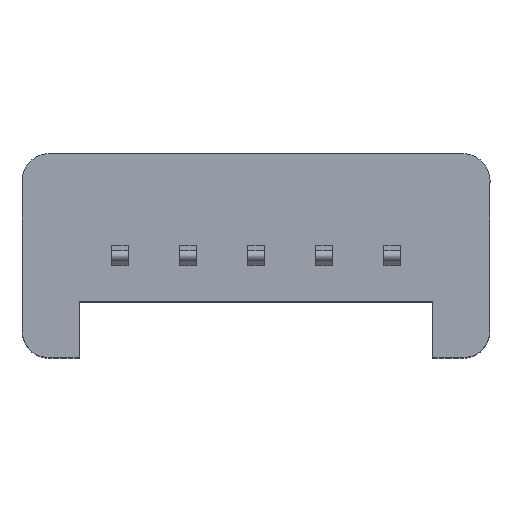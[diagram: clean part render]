
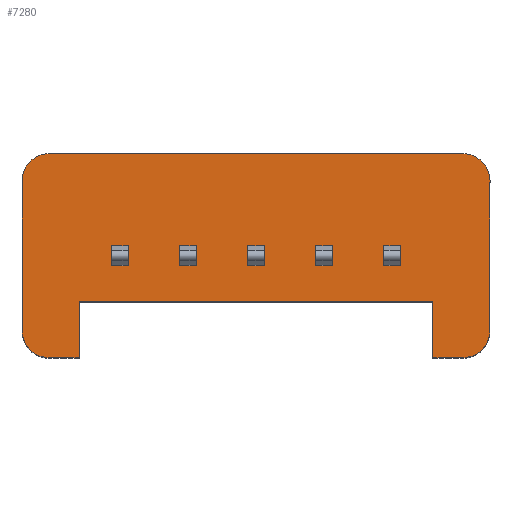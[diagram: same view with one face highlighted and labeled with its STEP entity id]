
A CAD part, top view. The second image highlights one B-rep face of the part: STEP entity #7280.
In plain terms, the highlighted planar face has unit normal (0, 0, 1).
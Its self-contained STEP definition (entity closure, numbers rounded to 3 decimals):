
#120=CARTESIAN_POINT('',(5.278,25.885,14.2));
#130=VERTEX_POINT('',#120);
#160=CARTESIAN_POINT('',(5.278,26.885,14.2));
#170=DIRECTION('',(0.,0.,1.));
#180=DIRECTION('',(1.,0.,0.));
#190=AXIS2_PLACEMENT_3D('',#160,#170,#180);
#200=CIRCLE('',#190,1.);
#210=CARTESIAN_POINT('',(6.278,26.885,14.2));
#220=VERTEX_POINT('',#210);
#230=EDGE_CURVE('',#130,#220,#200,.T.);
#490=CARTESIAN_POINT('',(6.278,0.,14.2));
#500=DIRECTION('',(0.,-1.,0.));
#510=VECTOR('',#500,1.);
#520=LINE('',#490,#510);
#530=CARTESIAN_POINT('',(6.278,32.385,14.2));
#540=VERTEX_POINT('',#530);
#550=EDGE_CURVE('',#540,#220,#520,.T.);
#800=CARTESIAN_POINT('',(5.278,32.385,14.2));
#810=DIRECTION('',(0.,0.,1.));
#820=DIRECTION('',(1.,0.,0.));
#830=AXIS2_PLACEMENT_3D('',#800,#810,#820);
#840=CIRCLE('',#830,1.);
#850=CARTESIAN_POINT('',(5.278,33.385,14.2));
#860=VERTEX_POINT('',#850);
#870=EDGE_CURVE('',#540,#860,#840,.T.);
#3410=CARTESIAN_POINT('',(4.178,0.,14.2));
#3420=DIRECTION('',(0.,1.,0.));
#3430=VECTOR('',#3420,1.);
#3440=LINE('',#3410,#3430);
#3450=CARTESIAN_POINT('',(4.178,25.885,14.2));
#3460=VERTEX_POINT('',#3450);
#3470=CARTESIAN_POINT('',(4.178,27.935,14.2));
#3480=VERTEX_POINT('',#3470);
#3490=EDGE_CURVE('',#3460,#3480,#3440,.T.);
#4500=CARTESIAN_POINT('',(0.,33.385,14.2));
#4510=DIRECTION('',(1.,0.,0.));
#4520=VECTOR('',#4510,1.);
#4530=LINE('',#4500,#4520);
#4540=CARTESIAN_POINT('',(-9.922,33.385,14.2));
#4550=VERTEX_POINT('',#4540);
#4560=EDGE_CURVE('',#4550,#860,#4530,.T.);
#5030=CARTESIAN_POINT('',(-10.922,26.885,14.2));
#5040=VERTEX_POINT('',#5030);
#5070=CARTESIAN_POINT('',(-9.922,26.885,14.2));
#5080=DIRECTION('',(0.,0.,1.));
#5090=DIRECTION('',(1.,0.,0.));
#5100=AXIS2_PLACEMENT_3D('',#5070,#5080,#5090);
#5110=CIRCLE('',#5100,1.);
#5120=CARTESIAN_POINT('',(-9.922,25.885,14.2));
#5130=VERTEX_POINT('',#5120);
#5140=EDGE_CURVE('',#5040,#5130,#5110,.T.);
#5340=CARTESIAN_POINT('',(-5.122,28.162,14.2));
#5350=DIRECTION('',(0.,0.,-1.));
#5360=DIRECTION('',(0.,1.,0.));
#5370=AXIS2_PLACEMENT_3D('',#5340,#5350,#5360);
#5380=PLANE('',#5370);
#5390=ORIENTED_EDGE('',*,*,#230,.T.);
#5400=CARTESIAN_POINT('',(0.,25.885,14.2));
#5410=DIRECTION('',(-1.,0.,0.));
#5420=VECTOR('',#5410,1.);
#5430=LINE('',#5400,#5420);
#5440=EDGE_CURVE('',#130,#3460,#5430,.T.);
#5450=ORIENTED_EDGE('',*,*,#5440,.F.);
#5460=ORIENTED_EDGE('',*,*,#3490,.F.);
#5470=CARTESIAN_POINT('',(-5.122,27.935,14.2));
#5480=DIRECTION('',(1.,0.,0.));
#5490=VECTOR('',#5480,1.);
#5500=LINE('',#5470,#5490);
#5510=CARTESIAN_POINT('',(-8.822,27.935,14.2));
#5520=VERTEX_POINT('',#5510);
#5530=EDGE_CURVE('',#5520,#3480,#5500,.T.);
#5540=ORIENTED_EDGE('',*,*,#5530,.T.);
#5550=CARTESIAN_POINT('',(-8.822,0.,14.2));
#5560=DIRECTION('',(0.,-1.,0.));
#5570=VECTOR('',#5560,1.);
#5580=LINE('',#5550,#5570);
#5590=CARTESIAN_POINT('',(-8.822,25.885,14.2));
#5600=VERTEX_POINT('',#5590);
#5610=EDGE_CURVE('',#5520,#5600,#5580,.T.);
#5620=ORIENTED_EDGE('',*,*,#5610,.F.);
#5630=CARTESIAN_POINT('',(0.,25.885,14.2));
#5640=DIRECTION('',(-1.,0.,0.));
#5650=VECTOR('',#5640,1.);
#5660=LINE('',#5630,#5650);
#5670=EDGE_CURVE('',#5600,#5130,#5660,.T.);
#5680=ORIENTED_EDGE('',*,*,#5670,.F.);
#5690=ORIENTED_EDGE('',*,*,#5140,.T.);
#5700=CARTESIAN_POINT('',(-10.922,0.,14.2));
#5710=DIRECTION('',(0.,1.,0.));
#5720=VECTOR('',#5710,1.);
#5730=LINE('',#5700,#5720);
#5740=CARTESIAN_POINT('',(-10.922,32.385,14.2));
#5750=VERTEX_POINT('',#5740);
#5760=EDGE_CURVE('',#5040,#5750,#5730,.T.);
#5770=ORIENTED_EDGE('',*,*,#5760,.F.);
#5780=CARTESIAN_POINT('',(-9.922,32.385,14.2));
#5790=DIRECTION('',(0.,0.,1.));
#5800=DIRECTION('',(1.,0.,0.));
#5810=AXIS2_PLACEMENT_3D('',#5780,#5790,#5800);
#5820=CIRCLE('',#5810,1.);
#5830=EDGE_CURVE('',#4550,#5750,#5820,.T.);
#5840=ORIENTED_EDGE('',*,*,#5830,.T.);
#5850=ORIENTED_EDGE('',*,*,#4560,.F.);
#5860=ORIENTED_EDGE('',*,*,#870,.T.);
#5870=ORIENTED_EDGE('',*,*,#550,.F.);
#5880=EDGE_LOOP('',(#5870,#5860,#5850,#5840,#5770,#5690,#5680,#5620,
#5540,#5460,#5450,#5390));
#5890=FACE_OUTER_BOUND('',#5880,.T.);
#5900=CARTESIAN_POINT('',(0.,30.,14.2));
#5910=DIRECTION('',(1.,0.,0.));
#5920=VECTOR('',#5910,1.);
#5930=LINE('',#5900,#5920);
#5940=CARTESIAN_POINT('',(-0.122,30.,14.2));
#5950=VERTEX_POINT('',#5940);
#5960=CARTESIAN_POINT('',(0.478,30.,14.2));
#5970=VERTEX_POINT('',#5960);
#5980=EDGE_CURVE('',#5950,#5970,#5930,.T.);
#5990=ORIENTED_EDGE('',*,*,#5980,.T.);
#6000=CARTESIAN_POINT('',(-0.122,0.,14.2));
#6010=DIRECTION('',(0.,1.,0.));
#6020=VECTOR('',#6010,1.);
#6030=LINE('',#6000,#6020);
#6040=CARTESIAN_POINT('',(-0.122,29.27,14.2));
#6050=VERTEX_POINT('',#6040);
#6060=EDGE_CURVE('',#6050,#5950,#6030,.T.);
#6070=ORIENTED_EDGE('',*,*,#6060,.T.);
#6080=CARTESIAN_POINT('',(0.,29.27,14.2));
#6090=DIRECTION('',(-1.,0.,0.));
#6100=VECTOR('',#6090,1.);
#6110=LINE('',#6080,#6100);
#6120=CARTESIAN_POINT('',(0.478,29.27,14.2));
#6130=VERTEX_POINT('',#6120);
#6140=EDGE_CURVE('',#6130,#6050,#6110,.T.);
#6150=ORIENTED_EDGE('',*,*,#6140,.T.);
#6160=CARTESIAN_POINT('',(0.478,0.,14.2));
#6170=DIRECTION('',(0.,1.,0.));
#6180=VECTOR('',#6170,1.);
#6190=LINE('',#6160,#6180);
#6200=EDGE_CURVE('',#6130,#5970,#6190,.T.);
#6210=ORIENTED_EDGE('',*,*,#6200,.F.);
#6220=EDGE_LOOP('',(#6210,#6150,#6070,#5990));
#6230=FACE_BOUND('',#6220,.T.);
#6240=CARTESIAN_POINT('',(2.978,0.,14.2));
#6250=DIRECTION('',(0.,1.,0.));
#6260=VECTOR('',#6250,1.);
#6270=LINE('',#6240,#6260);
#6280=CARTESIAN_POINT('',(2.978,29.27,14.2));
#6290=VERTEX_POINT('',#6280);
#6300=CARTESIAN_POINT('',(2.978,30.,14.2));
#6310=VERTEX_POINT('',#6300);
#6320=EDGE_CURVE('',#6290,#6310,#6270,.T.);
#6330=ORIENTED_EDGE('',*,*,#6320,.F.);
#6340=CARTESIAN_POINT('',(2.378,30.,14.2));
#6350=VERTEX_POINT('',#6340);
#6360=EDGE_CURVE('',#6350,#6310,#5930,.T.);
#6370=ORIENTED_EDGE('',*,*,#6360,.T.);
#6380=CARTESIAN_POINT('',(2.378,0.,14.2));
#6390=DIRECTION('',(0.,1.,0.));
#6400=VECTOR('',#6390,1.);
#6410=LINE('',#6380,#6400);
#6420=CARTESIAN_POINT('',(2.378,29.27,14.2));
#6430=VERTEX_POINT('',#6420);
#6440=EDGE_CURVE('',#6430,#6350,#6410,.T.);
#6450=ORIENTED_EDGE('',*,*,#6440,.T.);
#6460=EDGE_CURVE('',#6290,#6430,#6110,.T.);
#6470=ORIENTED_EDGE('',*,*,#6460,.T.);
#6480=EDGE_LOOP('',(#6470,#6450,#6370,#6330));
#6490=FACE_BOUND('',#6480,.T.);
#6500=CARTESIAN_POINT('',(-7.622,30.,14.2));
#6510=VERTEX_POINT('',#6500);
#6520=CARTESIAN_POINT('',(-7.022,30.,14.2));
#6530=VERTEX_POINT('',#6520);
#6540=EDGE_CURVE('',#6510,#6530,#5930,.T.);
#6550=ORIENTED_EDGE('',*,*,#6540,.T.);
#6560=CARTESIAN_POINT('',(-7.622,0.,14.2));
#6570=DIRECTION('',(0.,1.,0.));
#6580=VECTOR('',#6570,1.);
#6590=LINE('',#6560,#6580);
#6600=CARTESIAN_POINT('',(-7.622,29.27,14.2));
#6610=VERTEX_POINT('',#6600);
#6620=EDGE_CURVE('',#6610,#6510,#6590,.T.);
#6630=ORIENTED_EDGE('',*,*,#6620,.T.);
#6640=CARTESIAN_POINT('',(-7.022,29.27,14.2));
#6650=VERTEX_POINT('',#6640);
#6660=EDGE_CURVE('',#6650,#6610,#6110,.T.);
#6670=ORIENTED_EDGE('',*,*,#6660,.T.);
#6680=CARTESIAN_POINT('',(-7.022,0.,14.2));
#6690=DIRECTION('',(0.,1.,0.));
#6700=VECTOR('',#6690,1.);
#6710=LINE('',#6680,#6700);
#6720=EDGE_CURVE('',#6650,#6530,#6710,.T.);
#6730=ORIENTED_EDGE('',*,*,#6720,.F.);
#6740=EDGE_LOOP('',(#6730,#6670,#6630,#6550));
#6750=FACE_BOUND('',#6740,.T.);
#6760=CARTESIAN_POINT('',(-5.122,30.,14.2));
#6770=VERTEX_POINT('',#6760);
#6780=CARTESIAN_POINT('',(-4.522,30.,14.2));
#6790=VERTEX_POINT('',#6780);
#6800=EDGE_CURVE('',#6770,#6790,#5930,.T.);
#6810=ORIENTED_EDGE('',*,*,#6800,.T.);
#6820=CARTESIAN_POINT('',(-5.122,0.,14.2));
#6830=DIRECTION('',(0.,1.,0.));
#6840=VECTOR('',#6830,1.);
#6850=LINE('',#6820,#6840);
#6860=CARTESIAN_POINT('',(-5.122,29.27,14.2));
#6870=VERTEX_POINT('',#6860);
#6880=EDGE_CURVE('',#6870,#6770,#6850,.T.);
#6890=ORIENTED_EDGE('',*,*,#6880,.T.);
#6900=CARTESIAN_POINT('',(-4.522,29.27,14.2));
#6910=VERTEX_POINT('',#6900);
#6920=EDGE_CURVE('',#6910,#6870,#6110,.T.);
#6930=ORIENTED_EDGE('',*,*,#6920,.T.);
#6940=CARTESIAN_POINT('',(-4.522,0.,14.2));
#6950=DIRECTION('',(0.,1.,0.));
#6960=VECTOR('',#6950,1.);
#6970=LINE('',#6940,#6960);
#6980=EDGE_CURVE('',#6910,#6790,#6970,.T.);
#6990=ORIENTED_EDGE('',*,*,#6980,.F.);
#7000=EDGE_LOOP('',(#6990,#6930,#6890,#6810));
#7010=FACE_BOUND('',#7000,.T.);
#7020=CARTESIAN_POINT('',(-2.622,30.,14.2));
#7030=VERTEX_POINT('',#7020);
#7040=CARTESIAN_POINT('',(-2.022,30.,14.2));
#7050=VERTEX_POINT('',#7040);
#7060=EDGE_CURVE('',#7030,#7050,#5930,.T.);
#7070=ORIENTED_EDGE('',*,*,#7060,.T.);
#7080=CARTESIAN_POINT('',(-2.622,0.,14.2));
#7090=DIRECTION('',(0.,1.,0.));
#7100=VECTOR('',#7090,1.);
#7110=LINE('',#7080,#7100);
#7120=CARTESIAN_POINT('',(-2.622,29.27,14.2));
#7130=VERTEX_POINT('',#7120);
#7140=EDGE_CURVE('',#7130,#7030,#7110,.T.);
#7150=ORIENTED_EDGE('',*,*,#7140,.T.);
#7160=CARTESIAN_POINT('',(-2.022,29.27,14.2));
#7170=VERTEX_POINT('',#7160);
#7180=EDGE_CURVE('',#7170,#7130,#6110,.T.);
#7190=ORIENTED_EDGE('',*,*,#7180,.T.);
#7200=CARTESIAN_POINT('',(-2.022,0.,14.2));
#7210=DIRECTION('',(0.,1.,0.));
#7220=VECTOR('',#7210,1.);
#7230=LINE('',#7200,#7220);
#7240=EDGE_CURVE('',#7170,#7050,#7230,.T.);
#7250=ORIENTED_EDGE('',*,*,#7240,.F.);
#7260=EDGE_LOOP('',(#7250,#7190,#7150,#7070));
#7270=FACE_BOUND('',#7260,.T.);
#7280=ADVANCED_FACE('',(#5890,#6230,#6490,#6750,#7010,#7270),#5380,.F.);
